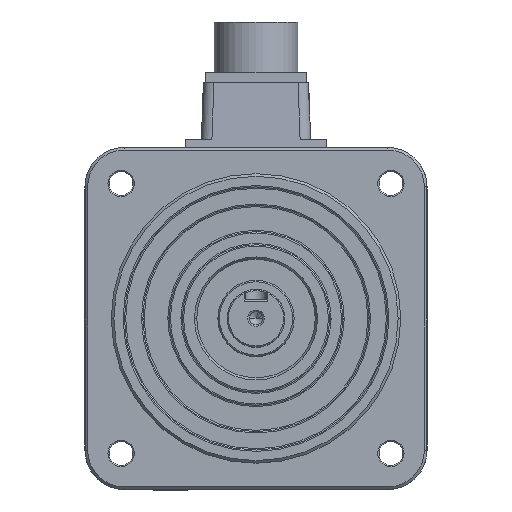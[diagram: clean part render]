
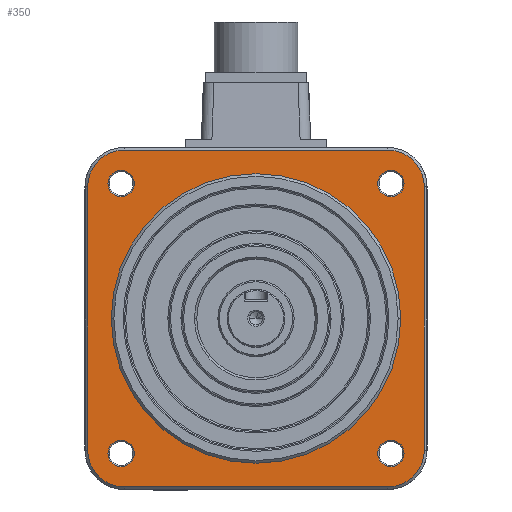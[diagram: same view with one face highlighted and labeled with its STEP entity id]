
A CAD part, top view. The second image highlights one B-rep face of the part: STEP entity #350.
In plain terms, the highlighted planar face has unit normal (0, 0, 1).
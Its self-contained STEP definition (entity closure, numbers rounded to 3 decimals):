
#146=CARTESIAN_POINT('',(55.,-0.,25.));
#147=VERTEX_POINT('',#146);
#148=CARTESIAN_POINT('',(-55.,0.,25.));
#149=VERTEX_POINT('',#148);
#150=CARTESIAN_POINT('',(0.,0.,25.));
#151=DIRECTION('',(0.,0.,1.));
#152=DIRECTION('',(1.,0.,-0.));
#153=AXIS2_PLACEMENT_3D('',#150,#151,#152);
#154=CIRCLE('',#153,55.);
#155=EDGE_CURVE('',#147,#149,#154,.T.);
#180=CARTESIAN_POINT('',(0.,0.,25.));
#181=DIRECTION('',(0.,0.,1.));
#182=DIRECTION('',(-1.,0.,0.));
#183=AXIS2_PLACEMENT_3D('',#180,#181,#182);
#184=CIRCLE('',#183,55.);
#185=EDGE_CURVE('',#149,#147,#184,.T.);
#191=CARTESIAN_POINT('',(0.,-0.,25.));
#192=DIRECTION('',(0.,0.,1.));
#193=DIRECTION('',(1.,0.,0.));
#194=AXIS2_PLACEMENT_3D('',#191,#192,#193);
#195=PLANE('',#194);
#196=CARTESIAN_POINT('',(50.,63.969,25.));
#197=VERTEX_POINT('',#196);
#198=CARTESIAN_POINT('',(-50.,63.969,25.));
#199=VERTEX_POINT('',#198);
#200=CARTESIAN_POINT('',(50.,63.969,25.));
#201=DIRECTION('',(-1.,0.,0.));
#202=VECTOR('',#201,100.);
#203=LINE('',#200,#202);
#204=EDGE_CURVE('',#197,#199,#203,.T.);
#205=ORIENTED_EDGE('',*,*,#204,.T.);
#206=CARTESIAN_POINT('',(-63.969,50.,25.));
#207=VERTEX_POINT('',#206);
#208=CARTESIAN_POINT('',(-50.,50.,25.));
#209=DIRECTION('',(0.,0.,-1.));
#210=DIRECTION('',(-1.,0.,0.));
#211=AXIS2_PLACEMENT_3D('',#208,#209,#210);
#212=CIRCLE('',#211,13.969);
#213=EDGE_CURVE('',#207,#199,#212,.T.);
#214=ORIENTED_EDGE('',*,*,#213,.F.);
#215=CARTESIAN_POINT('',(-63.969,-50.,25.));
#216=VERTEX_POINT('',#215);
#217=CARTESIAN_POINT('',(-63.969,50.,25.));
#218=DIRECTION('',(0.,-1.,0.));
#219=VECTOR('',#218,100.);
#220=LINE('',#217,#219);
#221=EDGE_CURVE('',#207,#216,#220,.T.);
#222=ORIENTED_EDGE('',*,*,#221,.T.);
#223=CARTESIAN_POINT('',(-50.,-63.969,25.));
#224=VERTEX_POINT('',#223);
#225=CARTESIAN_POINT('',(-50.,-50.,25.));
#226=DIRECTION('',(0.,0.,-1.));
#227=DIRECTION('',(0.,-1.,0.));
#228=AXIS2_PLACEMENT_3D('',#225,#226,#227);
#229=CIRCLE('',#228,13.969);
#230=EDGE_CURVE('',#224,#216,#229,.T.);
#231=ORIENTED_EDGE('',*,*,#230,.F.);
#232=CARTESIAN_POINT('',(50.,-63.969,25.));
#233=VERTEX_POINT('',#232);
#234=CARTESIAN_POINT('',(-50.,-63.969,25.));
#235=DIRECTION('',(1.,0.,-0.));
#236=VECTOR('',#235,100.);
#237=LINE('',#234,#236);
#238=EDGE_CURVE('',#224,#233,#237,.T.);
#239=ORIENTED_EDGE('',*,*,#238,.T.);
#240=CARTESIAN_POINT('',(63.969,-50.,25.));
#241=VERTEX_POINT('',#240);
#242=CARTESIAN_POINT('',(50.,-50.,25.));
#243=DIRECTION('',(0.,0.,-1.));
#244=DIRECTION('',(1.,0.,0.));
#245=AXIS2_PLACEMENT_3D('',#242,#243,#244);
#246=CIRCLE('',#245,13.969);
#247=EDGE_CURVE('',#241,#233,#246,.T.);
#248=ORIENTED_EDGE('',*,*,#247,.F.);
#249=CARTESIAN_POINT('',(63.969,50.,25.));
#250=VERTEX_POINT('',#249);
#251=CARTESIAN_POINT('',(63.969,-50.,25.));
#252=DIRECTION('',(0.,1.,0.));
#253=VECTOR('',#252,100.);
#254=LINE('',#251,#253);
#255=EDGE_CURVE('',#241,#250,#254,.T.);
#256=ORIENTED_EDGE('',*,*,#255,.T.);
#257=CARTESIAN_POINT('',(50.,50.,25.));
#258=DIRECTION('',(0.,0.,-1.));
#259=DIRECTION('',(-0.,1.,0.));
#260=AXIS2_PLACEMENT_3D('',#257,#258,#259);
#261=CIRCLE('',#260,13.969);
#262=EDGE_CURVE('',#197,#250,#261,.T.);
#263=ORIENTED_EDGE('',*,*,#262,.F.);
#264=EDGE_LOOP('',(#205,#214,#222,#231,#239,#248,#256,#263));
#265=FACE_BOUND('',#264,.T.);
#266=ORIENTED_EDGE('',*,*,#155,.F.);
#267=ORIENTED_EDGE('',*,*,#185,.F.);
#268=EDGE_LOOP('',(#266,#267));
#269=FACE_BOUND('',#268,.T.);
#270=CARTESIAN_POINT('',(-56.265,51.265,25.));
#271=VERTEX_POINT('',#270);
#272=CARTESIAN_POINT('',(-46.265,51.265,25.));
#273=VERTEX_POINT('',#272);
#274=CARTESIAN_POINT('',(-51.265,51.265,25.));
#275=DIRECTION('',(0.,0.,1.));
#276=DIRECTION('',(-1.,0.,0.));
#277=AXIS2_PLACEMENT_3D('',#274,#275,#276);
#278=CIRCLE('',#277,5.);
#279=EDGE_CURVE('',#271,#273,#278,.T.);
#280=ORIENTED_EDGE('',*,*,#279,.F.);
#281=CARTESIAN_POINT('',(-51.265,51.265,25.));
#282=DIRECTION('',(0.,0.,1.));
#283=DIRECTION('',(1.,0.,-0.));
#284=AXIS2_PLACEMENT_3D('',#281,#282,#283);
#285=CIRCLE('',#284,5.);
#286=EDGE_CURVE('',#273,#271,#285,.T.);
#287=ORIENTED_EDGE('',*,*,#286,.F.);
#288=EDGE_LOOP('',(#280,#287));
#289=FACE_BOUND('',#288,.T.);
#290=CARTESIAN_POINT('',(-56.265,-51.265,25.));
#291=VERTEX_POINT('',#290);
#292=CARTESIAN_POINT('',(-46.265,-51.265,25.));
#293=VERTEX_POINT('',#292);
#294=CARTESIAN_POINT('',(-51.265,-51.265,25.));
#295=DIRECTION('',(0.,0.,1.));
#296=DIRECTION('',(-1.,0.,0.));
#297=AXIS2_PLACEMENT_3D('',#294,#295,#296);
#298=CIRCLE('',#297,5.);
#299=EDGE_CURVE('',#291,#293,#298,.T.);
#300=ORIENTED_EDGE('',*,*,#299,.F.);
#301=CARTESIAN_POINT('',(-51.265,-51.265,25.));
#302=DIRECTION('',(0.,0.,1.));
#303=DIRECTION('',(1.,0.,-0.));
#304=AXIS2_PLACEMENT_3D('',#301,#302,#303);
#305=CIRCLE('',#304,5.);
#306=EDGE_CURVE('',#293,#291,#305,.T.);
#307=ORIENTED_EDGE('',*,*,#306,.F.);
#308=EDGE_LOOP('',(#300,#307));
#309=FACE_BOUND('',#308,.T.);
#310=CARTESIAN_POINT('',(46.265,-51.265,25.));
#311=VERTEX_POINT('',#310);
#312=CARTESIAN_POINT('',(56.265,-51.265,25.));
#313=VERTEX_POINT('',#312);
#314=CARTESIAN_POINT('',(51.265,-51.265,25.));
#315=DIRECTION('',(0.,0.,1.));
#316=DIRECTION('',(-1.,0.,0.));
#317=AXIS2_PLACEMENT_3D('',#314,#315,#316);
#318=CIRCLE('',#317,5.);
#319=EDGE_CURVE('',#311,#313,#318,.T.);
#320=ORIENTED_EDGE('',*,*,#319,.F.);
#321=CARTESIAN_POINT('',(51.265,-51.265,25.));
#322=DIRECTION('',(0.,0.,1.));
#323=DIRECTION('',(1.,0.,-0.));
#324=AXIS2_PLACEMENT_3D('',#321,#322,#323);
#325=CIRCLE('',#324,5.);
#326=EDGE_CURVE('',#313,#311,#325,.T.);
#327=ORIENTED_EDGE('',*,*,#326,.F.);
#328=EDGE_LOOP('',(#320,#327));
#329=FACE_BOUND('',#328,.T.);
#330=CARTESIAN_POINT('',(46.265,51.265,25.));
#331=VERTEX_POINT('',#330);
#332=CARTESIAN_POINT('',(56.265,51.265,25.));
#333=VERTEX_POINT('',#332);
#334=CARTESIAN_POINT('',(51.265,51.265,25.));
#335=DIRECTION('',(0.,0.,1.));
#336=DIRECTION('',(-1.,0.,0.));
#337=AXIS2_PLACEMENT_3D('',#334,#335,#336);
#338=CIRCLE('',#337,5.);
#339=EDGE_CURVE('',#331,#333,#338,.T.);
#340=ORIENTED_EDGE('',*,*,#339,.F.);
#341=CARTESIAN_POINT('',(51.265,51.265,25.));
#342=DIRECTION('',(0.,0.,1.));
#343=DIRECTION('',(1.,0.,-0.));
#344=AXIS2_PLACEMENT_3D('',#341,#342,#343);
#345=CIRCLE('',#344,5.);
#346=EDGE_CURVE('',#333,#331,#345,.T.);
#347=ORIENTED_EDGE('',*,*,#346,.F.);
#348=EDGE_LOOP('',(#340,#347));
#349=FACE_BOUND('',#348,.T.);
#350=ADVANCED_FACE('',(#265,#269,#289,#309,#329,#349),#195,.T.);
